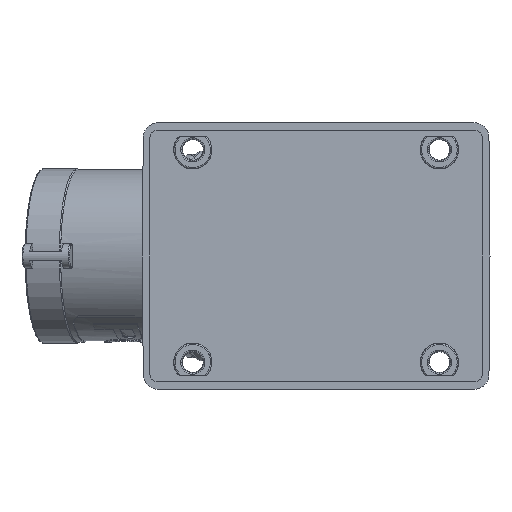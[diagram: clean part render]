
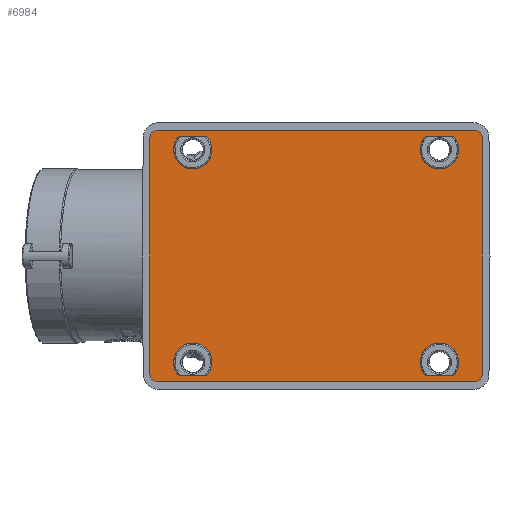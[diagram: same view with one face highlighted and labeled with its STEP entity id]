
A CAD part, front view. The second image highlights one B-rep face of the part: STEP entity #6984.
In plain terms, the highlighted planar face has unit normal (0, -1, 0).
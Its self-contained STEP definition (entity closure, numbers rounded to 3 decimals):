
#494 = EDGE_CURVE ( 'NONE', #24319, #16383, #19449, .T. ) ;
#495 = CIRCLE ( 'NONE', #16933, 1.9 ) ;
#513 = ORIENTED_EDGE ( 'NONE', *, *, #25800, .F. ) ;
#699 = CARTESIAN_POINT ( 'NONE',  ( 12.661, -43.53, 124.799 ) ) ;
#893 = EDGE_CURVE ( 'NONE', #20886, #24983, #16937, .T. ) ;
#1081 = CARTESIAN_POINT ( 'NONE',  ( -67.639, -43.53, 64.499 ) ) ;
#1101 = EDGE_LOOP ( 'NONE', ( #23213, #12831 ) ) ;
#1132 = ORIENTED_EDGE ( 'NONE', *, *, #1865, .T. ) ;
#1392 = EDGE_LOOP ( 'NONE', ( #7389, #16803, #6766, #23222, #7902, #22172, #11602, #513 ) ) ;
#1553 = DIRECTION ( 'NONE',  ( 0., 1., 0. ) ) ;
#1817 = LINE ( 'NONE', #21642, #2715 ) ;
#1865 = EDGE_CURVE ( 'NONE', #20779, #20607, #14825, .T. ) ;
#1907 = EDGE_LOOP ( 'NONE', ( #2607, #20379 ) ) ;
#1939 = ORIENTED_EDGE ( 'NONE', *, *, #893, .T. ) ;
#2041 = EDGE_LOOP ( 'NONE', ( #1939, #12889 ) ) ;
#2348 = PLANE ( 'NONE',  #13364 ) ;
#2351 = EDGE_LOOP ( 'NONE', ( #1132, #19223 ) ) ;
#2355 = LINE ( 'NONE', #8357, #2382 ) ;
#2382 = VECTOR ( 'NONE', #16357, 1000. ) ;
#2607 = ORIENTED_EDGE ( 'NONE', *, *, #5717, .T. ) ;
#2617 = CARTESIAN_POINT ( 'NONE',  ( 5.458, -43.53, 66.029 ) ) ;
#2713 = CIRCLE ( 'NONE', #7221, 4.75 ) ;
#2715 = VECTOR ( 'NONE', #7232, 1000. ) ;
#3517 = CARTESIAN_POINT ( 'NONE',  ( -67.639, -43.53, 64.499 ) ) ;
#4344 = AXIS2_PLACEMENT_3D ( 'NONE', #22116, #9818, #24199 ) ;
#4715 = CARTESIAN_POINT ( 'NONE',  ( 2.061, -43.53, 69.349 ) ) ;
#5024 = CARTESIAN_POINT ( 'NONE',  ( -69.539, -43.53, 124.799 ) ) ;
#5285 = CARTESIAN_POINT ( 'NONE',  ( 12.661, -43.53, 66.399 ) ) ;
#5717 = EDGE_CURVE ( 'NONE', #21426, #23076, #24685, .T. ) ;
#5792 = DIRECTION ( 'NONE',  ( 0., 1., 0. ) ) ;
#5795 = VERTEX_POINT ( 'NONE', #15148 ) ;
#6331 = CARTESIAN_POINT ( 'NONE',  ( -67.639, -43.53, 66.399 ) ) ;
#6529 = EDGE_CURVE ( 'NONE', #23571, #23420, #21174, .T. ) ;
#6621 = CARTESIAN_POINT ( 'NONE',  ( -62.336, -43.53, 66.029 ) ) ;
#6738 = DIRECTION ( 'NONE',  ( 0., 0., 1. ) ) ;
#6766 = ORIENTED_EDGE ( 'NONE', *, *, #25699, .F. ) ;
#6984 = ADVANCED_FACE ( 'NONE', ( #19202, #19182, #18935, #18997, #18882 ), #2348, .T. ) ;
#7221 = AXIS2_PLACEMENT_3D ( 'NONE', #13706, #1553, #15797 ) ;
#7232 = DIRECTION ( 'NONE',  ( 1., 0., 0. ) ) ;
#7389 = ORIENTED_EDGE ( 'NONE', *, *, #6529, .F. ) ;
#7513 = CARTESIAN_POINT ( 'NONE',  ( -62.336, -43.53, 125.169 ) ) ;
#7902 = ORIENTED_EDGE ( 'NONE', *, *, #22106, .F. ) ;
#8318 = DIRECTION ( 'NONE',  ( 0., 0., -1. ) ) ;
#8357 = CARTESIAN_POINT ( 'NONE',  ( -67.639, -43.53, 126.699 ) ) ;
#8800 = EDGE_CURVE ( 'NONE', #26319, #23571, #11292, .T. ) ;
#9392 = DIRECTION ( 'NONE',  ( 0., 1., 0. ) ) ;
#9818 = DIRECTION ( 'NONE',  ( 0., 1., 0. ) ) ;
#10542 = DIRECTION ( 'NONE',  ( 0., 0., -1. ) ) ;
#11069 = CARTESIAN_POINT ( 'NONE',  ( -67.639, -43.53, 126.699 ) ) ;
#11205 = AXIS2_PLACEMENT_3D ( 'NONE', #18046, #5792, #20109 ) ;
#11269 = VECTOR ( 'NONE', #21123, 1000. ) ;
#11292 = LINE ( 'NONE', #699, #11269 ) ;
#11377 = DIRECTION ( 'NONE',  ( 1., 0., 0. ) ) ;
#11602 = ORIENTED_EDGE ( 'NONE', *, *, #17343, .F. ) ;
#12576 = EDGE_CURVE ( 'NONE', #24983, #20886, #21535, .T. ) ;
#12736 = EDGE_CURVE ( 'NONE', #20607, #20779, #20968, .T. ) ;
#12831 = ORIENTED_EDGE ( 'NONE', *, *, #20572, .T. ) ;
#12889 = ORIENTED_EDGE ( 'NONE', *, *, #12576, .T. ) ;
#13364 = AXIS2_PLACEMENT_3D ( 'NONE', #18707, #22871, #10542 ) ;
#13502 = CARTESIAN_POINT ( 'NONE',  ( -1.336, -43.53, 125.169 ) ) ;
#13706 = CARTESIAN_POINT ( 'NONE',  ( -58.939, -43.53, 121.849 ) ) ;
#14166 = VECTOR ( 'NONE', #15730, 1000. ) ;
#14487 = LINE ( 'NONE', #3517, #14166 ) ;
#14812 = CIRCLE ( 'NONE', #26460, 1.9 ) ;
#14825 = CIRCLE ( 'NONE', #17163, 4.75 ) ;
#14968 = CARTESIAN_POINT ( 'NONE',  ( 12.661, -43.53, 124.799 ) ) ;
#15148 = CARTESIAN_POINT ( 'NONE',  ( 10.761, -43.53, 126.699 ) ) ;
#15321 = CARTESIAN_POINT ( 'NONE',  ( -55.542, -43.53, 125.169 ) ) ;
#15730 = DIRECTION ( 'NONE',  ( -1., 0., 0. ) ) ;
#15797 = DIRECTION ( 'NONE',  ( 0., 0., 1. ) ) ;
#16357 = DIRECTION ( 'NONE',  ( 1., 0., 0. ) ) ;
#16383 = VERTEX_POINT ( 'NONE', #5024 ) ;
#16803 = ORIENTED_EDGE ( 'NONE', *, *, #8800, .F. ) ;
#16907 = DIRECTION ( 'NONE',  ( -1., 0., 0. ) ) ;
#16933 = AXIS2_PLACEMENT_3D ( 'NONE', #6331, #20660, #8318 ) ;
#16937 = CIRCLE ( 'NONE', #25566, 4.75 ) ;
#16950 = EDGE_CURVE ( 'NONE', #22499, #5795, #2355, .T. ) ;
#17163 = AXIS2_PLACEMENT_3D ( 'NONE', #21196, #21099, #20674 ) ;
#17343 = EDGE_CURVE ( 'NONE', #20539, #24319, #495, .T. ) ;
#17713 = CIRCLE ( 'NONE', #11205, 1.9 ) ;
#18046 = CARTESIAN_POINT ( 'NONE',  ( -67.639, -43.53, 124.799 ) ) ;
#18646 = DIRECTION ( 'NONE',  ( 0., 0., -1. ) ) ;
#18707 = CARTESIAN_POINT ( 'NONE',  ( 10.761, -43.53, 66.399 ) ) ;
#18750 = DIRECTION ( 'NONE',  ( 0., 1., 0. ) ) ;
#18782 = EDGE_CURVE ( 'NONE', #23076, #21426, #20021, .T. ) ;
#18831 = CARTESIAN_POINT ( 'NONE',  ( -58.939, -43.53, 69.349 ) ) ;
#18878 = DIRECTION ( 'NONE',  ( -1., 0., 0. ) ) ;
#18882 = FACE_OUTER_BOUND ( 'NONE', #1392, .T. ) ;
#18935 = FACE_BOUND ( 'NONE', #1907, .T. ) ;
#18997 = FACE_BOUND ( 'NONE', #2351, .T. ) ;
#19027 = DIRECTION ( 'NONE',  ( 0., 1., 0. ) ) ;
#19041 = VECTOR ( 'NONE', #16907, 1000. ) ;
#19157 = VECTOR ( 'NONE', #25613, 1000. ) ;
#19182 = FACE_BOUND ( 'NONE', #2041, .T. ) ;
#19202 = FACE_BOUND ( 'NONE', #1101, .T. ) ;
#19223 = ORIENTED_EDGE ( 'NONE', *, *, #12736, .T. ) ;
#19449 = LINE ( 'NONE', #25985, #19157 ) ;
#19505 = CARTESIAN_POINT ( 'NONE',  ( 5.458, -43.53, 125.169 ) ) ;
#19572 = AXIS2_PLACEMENT_3D ( 'NONE', #4715, #19027, #6738 ) ;
#20021 = LINE ( 'NONE', #2617, #19041 ) ;
#20109 = DIRECTION ( 'NONE',  ( 0., 0., -1. ) ) ;
#20379 = ORIENTED_EDGE ( 'NONE', *, *, #18782, .T. ) ;
#20539 = VERTEX_POINT ( 'NONE', #1081 ) ;
#20572 = EDGE_CURVE ( 'NONE', #24486, #22819, #1817, .T. ) ;
#20607 = VERTEX_POINT ( 'NONE', #13502 ) ;
#20660 = DIRECTION ( 'NONE',  ( 0., 1., 0. ) ) ;
#20674 = DIRECTION ( 'NONE',  ( 0., 0., -1. ) ) ;
#20779 = VERTEX_POINT ( 'NONE', #21028 ) ;
#20886 = VERTEX_POINT ( 'NONE', #25432 ) ;
#20940 = VECTOR ( 'NONE', #11377, 1000. ) ;
#20968 = LINE ( 'NONE', #19505, #20940 ) ;
#21028 = CARTESIAN_POINT ( 'NONE',  ( 5.458, -43.53, 125.169 ) ) ;
#21099 = DIRECTION ( 'NONE',  ( 0., 1., 0. ) ) ;
#21123 = DIRECTION ( 'NONE',  ( 0., 0., -1. ) ) ;
#21169 = CARTESIAN_POINT ( 'NONE',  ( -69.539, -43.53, 66.399 ) ) ;
#21174 = CIRCLE ( 'NONE', #4344, 1.9 ) ;
#21196 = CARTESIAN_POINT ( 'NONE',  ( 2.061, -43.53, 121.849 ) ) ;
#21305 = VECTOR ( 'NONE', #18878, 1000. ) ;
#21426 = VERTEX_POINT ( 'NONE', #21933 ) ;
#21535 = LINE ( 'NONE', #6621, #21305 ) ;
#21642 = CARTESIAN_POINT ( 'NONE',  ( -62.336, -43.53, 125.169 ) ) ;
#21713 = CARTESIAN_POINT ( 'NONE',  ( 10.761, -43.53, 124.799 ) ) ;
#21759 = CARTESIAN_POINT ( 'NONE',  ( -55.542, -43.53, 66.029 ) ) ;
#21933 = CARTESIAN_POINT ( 'NONE',  ( -1.336, -43.53, 66.029 ) ) ;
#22106 = EDGE_CURVE ( 'NONE', #16383, #22499, #17713, .T. ) ;
#22116 = CARTESIAN_POINT ( 'NONE',  ( 10.761, -43.53, 66.399 ) ) ;
#22172 = ORIENTED_EDGE ( 'NONE', *, *, #494, .F. ) ;
#22499 = VERTEX_POINT ( 'NONE', #11069 ) ;
#22819 = VERTEX_POINT ( 'NONE', #15321 ) ;
#22871 = DIRECTION ( 'NONE',  ( 0., -1., 0. ) ) ;
#23076 = VERTEX_POINT ( 'NONE', #24771 ) ;
#23213 = ORIENTED_EDGE ( 'NONE', *, *, #24038, .T. ) ;
#23222 = ORIENTED_EDGE ( 'NONE', *, *, #16950, .F. ) ;
#23420 = VERTEX_POINT ( 'NONE', #24581 ) ;
#23571 = VERTEX_POINT ( 'NONE', #5285 ) ;
#23778 = DIRECTION ( 'NONE',  ( 0., 0., 1. ) ) ;
#24038 = EDGE_CURVE ( 'NONE', #22819, #24486, #2713, .T. ) ;
#24199 = DIRECTION ( 'NONE',  ( 0., 0., -1. ) ) ;
#24319 = VERTEX_POINT ( 'NONE', #21169 ) ;
#24486 = VERTEX_POINT ( 'NONE', #7513 ) ;
#24581 = CARTESIAN_POINT ( 'NONE',  ( 10.761, -43.53, 64.499 ) ) ;
#24685 = CIRCLE ( 'NONE', #19572, 4.75 ) ;
#24771 = CARTESIAN_POINT ( 'NONE',  ( 5.458, -43.53, 66.029 ) ) ;
#24983 = VERTEX_POINT ( 'NONE', #21759 ) ;
#25432 = CARTESIAN_POINT ( 'NONE',  ( -62.336, -43.53, 66.029 ) ) ;
#25566 = AXIS2_PLACEMENT_3D ( 'NONE', #18831, #18750, #18646 ) ;
#25613 = DIRECTION ( 'NONE',  ( 0., 0., 1. ) ) ;
#25699 = EDGE_CURVE ( 'NONE', #5795, #26319, #14812, .T. ) ;
#25800 = EDGE_CURVE ( 'NONE', #23420, #20539, #14487, .T. ) ;
#25985 = CARTESIAN_POINT ( 'NONE',  ( -69.539, -43.53, 124.799 ) ) ;
#26319 = VERTEX_POINT ( 'NONE', #14968 ) ;
#26460 = AXIS2_PLACEMENT_3D ( 'NONE', #21713, #9392, #23778 ) ;
